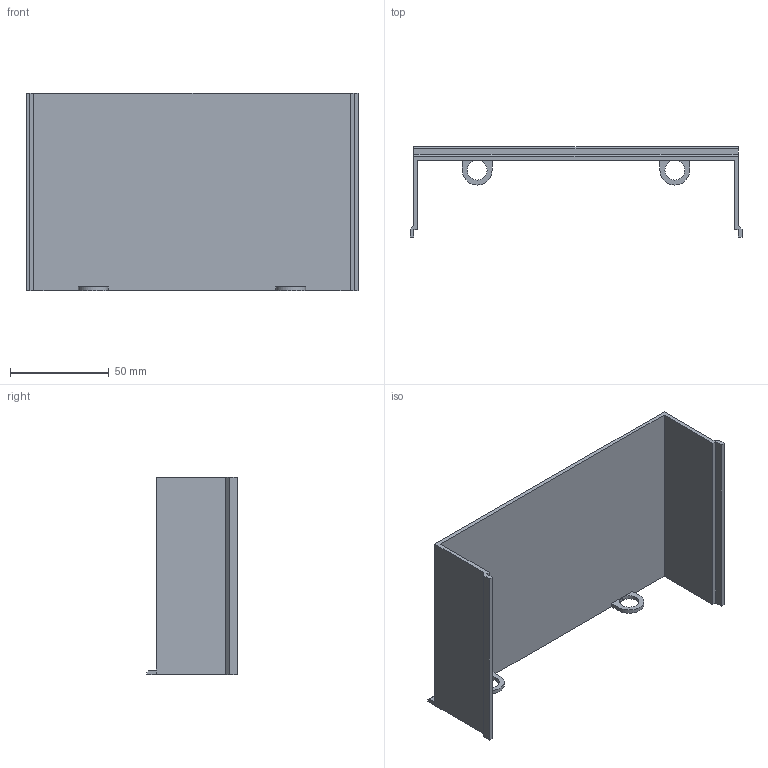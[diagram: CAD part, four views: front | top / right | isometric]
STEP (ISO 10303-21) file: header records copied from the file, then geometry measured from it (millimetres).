
FILE_DESCRIPTION(('FreeCAD Model'),'2;1');
FILE_NAME('Open CASCADE Shape Model','2024-12-22T22:04:13',(''),(''), 'Open CASCADE STEP processor 7.8','FreeCAD','Unknown');
FILE_SCHEMA(('AUTOMOTIVE_DESIGN { 1 0 10303 214 1 1 1 1 }'));
Length unit declared in the file: millimetre
Products named in the file (1): Guard1
Bounding box: 168 x 46 x 100 mm (x, y, z)
Volume: 50780 mm3; surface area: 52348.7 mm2
Topology: 1 solids, 1 shells, 48 faces, 133 edges, 83 vertices
Faces by surface type: plane 42, cylinder 6
Entity records: 3298 total; most frequent: CARTESIAN_POINT 603, DIRECTION 497, LINE 375, VECTOR 375, ORIENTED_EDGE 266, PCURVE 266, DEFINITIONAL_REPRESENTATION 266, EDGE_CURVE 133
